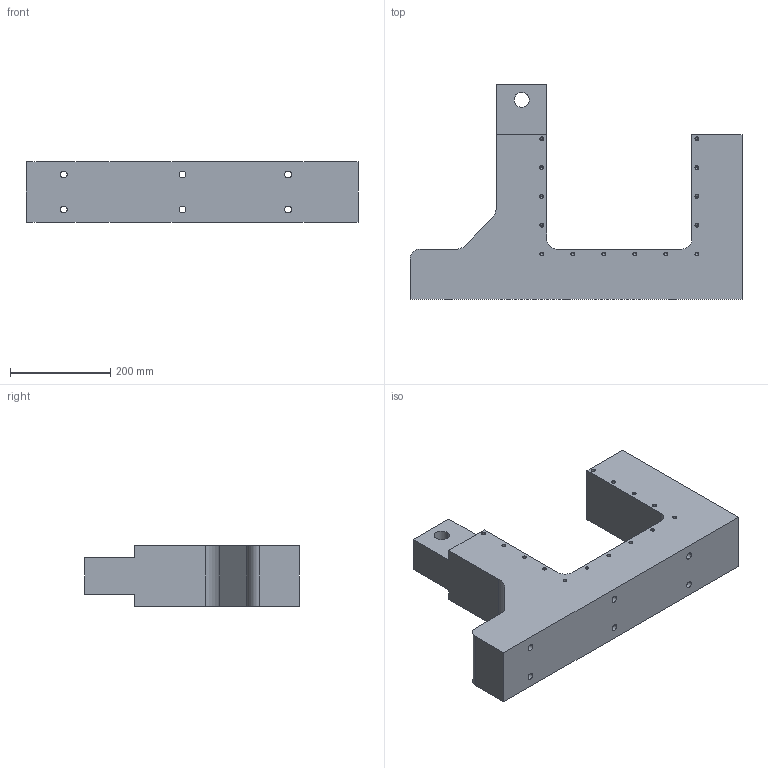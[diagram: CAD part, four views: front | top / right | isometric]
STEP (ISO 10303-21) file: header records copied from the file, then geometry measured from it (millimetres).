
FILE_DESCRIPTION((''),'2;1');
FILE_NAME('HINGE_BASE','2018-02-11T',('Harry'),(''),'CREO PARAMETRIC BY PTC INC, 2014440','CREO PARAMETRIC BY PTC INC, 2014440','');
FILE_SCHEMA(('CONFIG_CONTROL_DESIGN'));
Length unit declared in the file: millimetre
Products named in the file (1): HINGE_BASE
Bounding box: 663 x 428 x 120 mm (x, y, z)
Volume: 14295330.1 mm3; surface area: 592514.8 mm2
Topology: 1 solids, 1 shells, 228 faces, 546 edges, 290 vertices
Faces by surface type: cone 132, cylinder 79, plane 17
Entity records: 6170 total; most frequent: DIRECTION 1172, CARTESIAN_POINT 1004, ORIENTED_EDGE 972, EDGE_CURVE 486, AXIS2_PLACEMENT_3D 458, VERTEX_POINT 290, EDGE_LOOP 272, VECTOR 256
